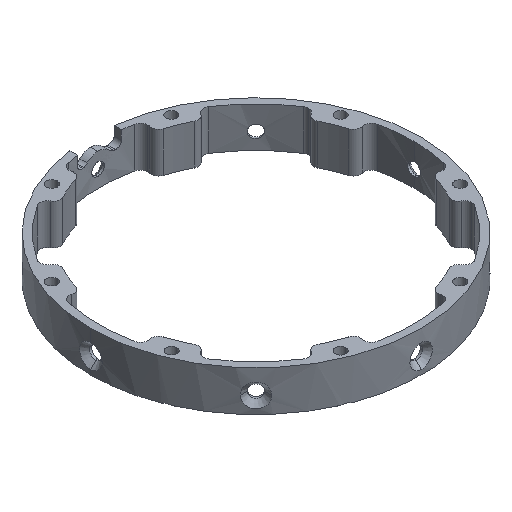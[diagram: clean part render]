
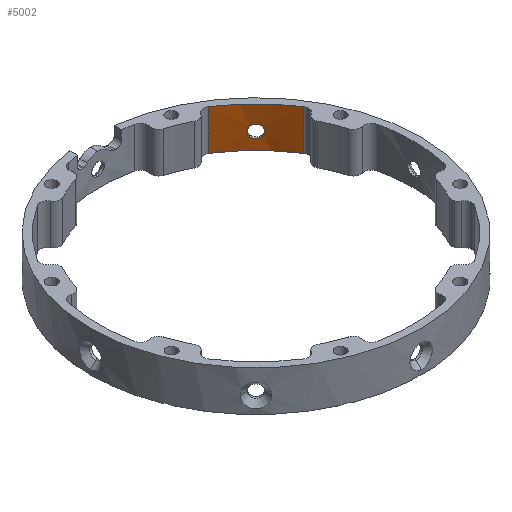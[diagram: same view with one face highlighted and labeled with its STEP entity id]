
A CAD part, isometric view. The second image highlights one B-rep face of the part: STEP entity #5002.
In plain terms, the highlighted cylindrical face has radius 43 mm (diameter 86 mm), a partial arc.
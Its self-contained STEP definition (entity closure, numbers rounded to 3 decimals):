
#50 = CARTESIAN_POINT ( 'NONE',  ( 31.584, 29.18, -6.5 ) ) ;
#76 = CARTESIAN_POINT ( 'NONE',  ( 31.005, 29.795, -7.986 ) ) ;
#132 = FACE_OUTER_BOUND ( 'NONE', #4369, .T. ) ;
#178 = CARTESIAN_POINT ( 'NONE',  ( 29.429, 31.352, -5.456 ) ) ;
#181 = CARTESIAN_POINT ( 'NONE',  ( 29.435, 31.346, -7.537 ) ) ;
#191 = CYLINDRICAL_SURFACE ( 'NONE', #2085, 43. ) ;
#235 = CARTESIAN_POINT ( 'NONE',  ( 36.146, 23.291, -11. ) ) ;
#295 = DIRECTION ( 'NONE',  ( 0., 0., 1. ) ) ;
#302 = CARTESIAN_POINT ( 'NONE',  ( 29.869, 30.933, -8.028 ) ) ;
#516 = VERTEX_POINT ( 'NONE', #1547 ) ;
#528 = CARTESIAN_POINT ( 'NONE',  ( 31.584, 29.18, -6.275 ) ) ;
#552 = CARTESIAN_POINT ( 'NONE',  ( 29.18, 31.584, -6.5 ) ) ;
#557 = CARTESIAN_POINT ( 'NONE',  ( 31.525, 29.244, -7.048 ) ) ;
#578 = CARTESIAN_POINT ( 'NONE',  ( 31.584, 29.18, -6.5 ) ) ;
#583 = CARTESIAN_POINT ( 'NONE',  ( 31.297, 29.487, -7.624 ) ) ;
#589 = VERTEX_POINT ( 'NONE', #5543 ) ;
#668 = CARTESIAN_POINT ( 'NONE',  ( 29.486, 31.298, -7.623 ) ) ;
#866 = DIRECTION ( 'NONE',  ( 1., 0., 0. ) ) ;
#894 = CARTESIAN_POINT ( 'NONE',  ( 0., 0., -11. ) ) ;
#940 = EDGE_CURVE ( 'NONE', #2249, #516, #4932, .T. ) ;
#1009 = CARTESIAN_POINT ( 'NONE',  ( 30.247, 30.564, -4.811 ) ) ;
#1037 = CARTESIAN_POINT ( 'NONE',  ( 31.001, 29.798, -5.024 ) ) ;
#1113 = VERTEX_POINT ( 'NONE', #235 ) ;
#1128 = CARTESIAN_POINT ( 'NONE',  ( 29.18, 31.584, -6.5 ) ) ;
#1155 = LINE ( 'NONE', #2037, #2538 ) ;
#1190 = CARTESIAN_POINT ( 'NONE',  ( 30.248, 30.563, -8.189 ) ) ;
#1267 = CARTESIAN_POINT ( 'NONE',  ( 23.291, 36.146, -11. ) ) ;
#1369 = CARTESIAN_POINT ( 'NONE',  ( 31.576, 29.188, -6.723 ) ) ;
#1494 = CARTESIAN_POINT ( 'NONE',  ( 30.563, 30.248, -4.8 ) ) ;
#1510 = DIRECTION ( 'NONE',  ( 1., 0., 0. ) ) ;
#1547 = CARTESIAN_POINT ( 'NONE',  ( 31.584, 29.18, -6.5 ) ) ;
#1571 = DIRECTION ( 'NONE',  ( 0., 0., 1. ) ) ;
#1617 = CARTESIAN_POINT ( 'NONE',  ( 29.664, 31.13, -7.852 ) ) ;
#1623 = ORIENTED_EDGE ( 'NONE', *, *, #4404, .T. ) ;
#1722 = DIRECTION ( 'NONE',  ( 0., 0., -1. ) ) ;
#1791 = CARTESIAN_POINT ( 'NONE',  ( 31.584, 29.18, -6.612 ) ) ;
#1819 = CARTESIAN_POINT ( 'NONE',  ( 30.72, 30.089, -8.155 ) ) ;
#1836 = ORIENTED_EDGE ( 'NONE', *, *, #2740, .T. ) ;
#1839 = CARTESIAN_POINT ( 'NONE',  ( 30.718, 30.091, -4.844 ) ) ;
#1865 = CARTESIAN_POINT ( 'NONE',  ( 31.189, 29.601, -5.219 ) ) ;
#1878 = FACE_BOUND ( 'NONE', #2113, .T. ) ;
#1906 = DIRECTION ( 'NONE',  ( 1., 0., 0. ) ) ;
#1923 = CARTESIAN_POINT ( 'NONE',  ( 29.345, 31.431, -7.353 ) ) ;
#2037 = CARTESIAN_POINT ( 'NONE',  ( 36.146, 23.291, -11. ) ) ;
#2044 = CARTESIAN_POINT ( 'NONE',  ( 29.22, 31.547, -6.941 ) ) ;
#2085 = AXIS2_PLACEMENT_3D ( 'NONE', #894, #3246, #1906 ) ;
#2113 = EDGE_LOOP ( 'NONE', ( #1623, #3741 ) ) ;
#2148 = CIRCLE ( 'NONE', #5327, 43. ) ;
#2249 = VERTEX_POINT ( 'NONE', #2525 ) ;
#2292 = CARTESIAN_POINT ( 'NONE',  ( 29.337, 31.438, -5.645 ) ) ;
#2379 = CARTESIAN_POINT ( 'NONE',  ( 30.933, 29.869, -4.972 ) ) ;
#2382 = CARTESIAN_POINT ( 'NONE',  ( 29.602, 31.189, -7.782 ) ) ;
#2443 = CARTESIAN_POINT ( 'NONE',  ( 30.016, 30.79, -8.113 ) ) ;
#2525 = CARTESIAN_POINT ( 'NONE',  ( 29.18, 31.584, -6.5 ) ) ;
#2538 = VECTOR ( 'NONE', #295, 1000. ) ;
#2725 = CARTESIAN_POINT ( 'NONE',  ( 29.213, 31.554, -6.055 ) ) ;
#2730 = CARTESIAN_POINT ( 'NONE',  ( 31.547, 29.22, -6.94 ) ) ;
#2740 = EDGE_CURVE ( 'NONE', #4606, #589, #4391, .T. ) ;
#2757 = CARTESIAN_POINT ( 'NONE',  ( 31.347, 29.435, -7.536 ) ) ;
#2781 = CARTESIAN_POINT ( 'NONE',  ( 31.553, 29.213, -6.052 ) ) ;
#2811 = CARTESIAN_POINT ( 'NONE',  ( 31.438, 29.337, -5.643 ) ) ;
#2873 = CARTESIAN_POINT ( 'NONE',  ( 29.797, 31.002, -7.975 ) ) ;
#2905 = CARTESIAN_POINT ( 'NONE',  ( 30.092, 30.716, -8.146 ) ) ;
#2998 = EDGE_CURVE ( 'NONE', #1113, #589, #2148, .T. ) ;
#3105 = CARTESIAN_POINT ( 'NONE',  ( 31.431, 29.344, -7.352 ) ) ;
#3119 = B_SPLINE_CURVE_WITH_KNOTS ( 'NONE', 3,
 ( #50, #1791, #1369, #2730, #557, #4030, #3105, #2757, #583, #4841, #76, #1819, #3555, #4149, #1190, #2905, #2443, #302, #2873, #1617, #2382, #668, #181, #1923, #3690, #5068, #2044, #3721, #5525, #1128 ),
 .UNSPECIFIED., .F., .F.,
 ( 4, 2, 2, 2, 2, 2, 2, 2, 2, 2, 2, 2, 2, 2, 4 ),
 ( 0., 0., 0.001, 0.001, 0.001, 0.002, 0.003, 0.003, 0.003, 0.004, 0.004, 0.004, 0.005, 0.005, 0.005 ),
 .UNSPECIFIED. ) ;
#3124 = CARTESIAN_POINT ( 'NONE',  ( 29.797, 31.002, -5.025 ) ) ;
#3178 = CARTESIAN_POINT ( 'NONE',  ( 29.6, 31.19, -5.22 ) ) ;
#3234 = CARTESIAN_POINT ( 'NONE',  ( 30.092, 30.716, -4.855 ) ) ;
#3246 = DIRECTION ( 'NONE',  ( 0., 0., 1. ) ) ;
#3498 = CARTESIAN_POINT ( 'NONE',  ( 36.146, 23.291, 0. ) ) ;
#3555 = CARTESIAN_POINT ( 'NONE',  ( 30.563, 30.248, -8.2 ) ) ;
#3600 = EDGE_CURVE ( 'NONE', #5519, #4606, #4724, .T. ) ;
#3604 = CARTESIAN_POINT ( 'NONE',  ( 31.129, 29.665, -5.147 ) ) ;
#3633 = CARTESIAN_POINT ( 'NONE',  ( 29.18, 31.584, -6.278 ) ) ;
#3659 = CARTESIAN_POINT ( 'NONE',  ( 30.325, 30.486, -4.8 ) ) ;
#3690 = CARTESIAN_POINT ( 'NONE',  ( 29.306, 31.467, -7.254 ) ) ;
#3721 = CARTESIAN_POINT ( 'NONE',  ( 29.188, 31.576, -6.724 ) ) ;
#3741 = ORIENTED_EDGE ( 'NONE', *, *, #940, .T. ) ;
#3763 = ORIENTED_EDGE ( 'NONE', *, *, #3600, .T. ) ;
#3813 = CARTESIAN_POINT ( 'NONE',  ( 23.291, 36.146, 0. ) ) ;
#3917 = DIRECTION ( 'NONE',  ( 0., 0., 1. ) ) ;
#4027 = CARTESIAN_POINT ( 'NONE',  ( 29.663, 31.13, -5.149 ) ) ;
#4030 = CARTESIAN_POINT ( 'NONE',  ( 31.467, 29.306, -7.254 ) ) ;
#4149 = CARTESIAN_POINT ( 'NONE',  ( 30.328, 30.484, -8.2 ) ) ;
#4217 = ORIENTED_EDGE ( 'NONE', *, *, #2998, .F. ) ;
#4229 = VECTOR ( 'NONE', #1722, 1000. ) ;
#4369 = EDGE_LOOP ( 'NONE', ( #4217, #5621, #3763, #1836 ) ) ;
#4391 = LINE ( 'NONE', #1267, #4229 ) ;
#4404 = EDGE_CURVE ( 'NONE', #516, #2249, #3119, .T. ) ;
#4606 = VERTEX_POINT ( 'NONE', #3813 ) ;
#4616 = CARTESIAN_POINT ( 'NONE',  ( 0., 0., -11. ) ) ;
#4724 = CIRCLE ( 'NONE', #5183, 43. ) ;
#4793 = EDGE_CURVE ( 'NONE', #1113, #5519, #1155, .T. ) ;
#4841 = CARTESIAN_POINT ( 'NONE',  ( 31.136, 29.658, -7.859 ) ) ;
#4932 = B_SPLINE_CURVE_WITH_KNOTS ( 'NONE', 3,
 ( #552, #3633, #2725, #2292, #178, #3178, #4027, #3124, #4940, #5399, #3234, #1009, #3659, #1494, #1839, #2379, #1037, #3604, #1865, #4968, #2811, #2781, #528, #578 ),
 .UNSPECIFIED., .F., .F.,
 ( 4, 2, 2, 2, 2, 2, 2, 2, 2, 2, 2, 4 ),
 ( 0.005, 0.006, 0.007, 0.007, 0.007, 0.008, 0.008, 0.009, 0.009, 0.009, 0.01, 0.011 ),
 .UNSPECIFIED. ) ;
#4940 = CARTESIAN_POINT ( 'NONE',  ( 29.867, 30.935, -4.973 ) ) ;
#4968 = CARTESIAN_POINT ( 'NONE',  ( 31.351, 29.43, -5.454 ) ) ;
#5002 = ADVANCED_FACE ( 'NONE', ( #1878, #132 ), #191, .F. ) ;
#5068 = CARTESIAN_POINT ( 'NONE',  ( 29.243, 31.525, -7.047 ) ) ;
#5183 = AXIS2_PLACEMENT_3D ( 'NONE', #5285, #3917, #866 ) ;
#5285 = CARTESIAN_POINT ( 'NONE',  ( 0., 0., 0. ) ) ;
#5327 = AXIS2_PLACEMENT_3D ( 'NONE', #4616, #1571, #1510 ) ;
#5399 = CARTESIAN_POINT ( 'NONE',  ( 30.015, 30.792, -4.887 ) ) ;
#5519 = VERTEX_POINT ( 'NONE', #3498 ) ;
#5525 = CARTESIAN_POINT ( 'NONE',  ( 29.18, 31.584, -6.611 ) ) ;
#5543 = CARTESIAN_POINT ( 'NONE',  ( 23.291, 36.146, -11. ) ) ;
#5621 = ORIENTED_EDGE ( 'NONE', *, *, #4793, .T. ) ;
